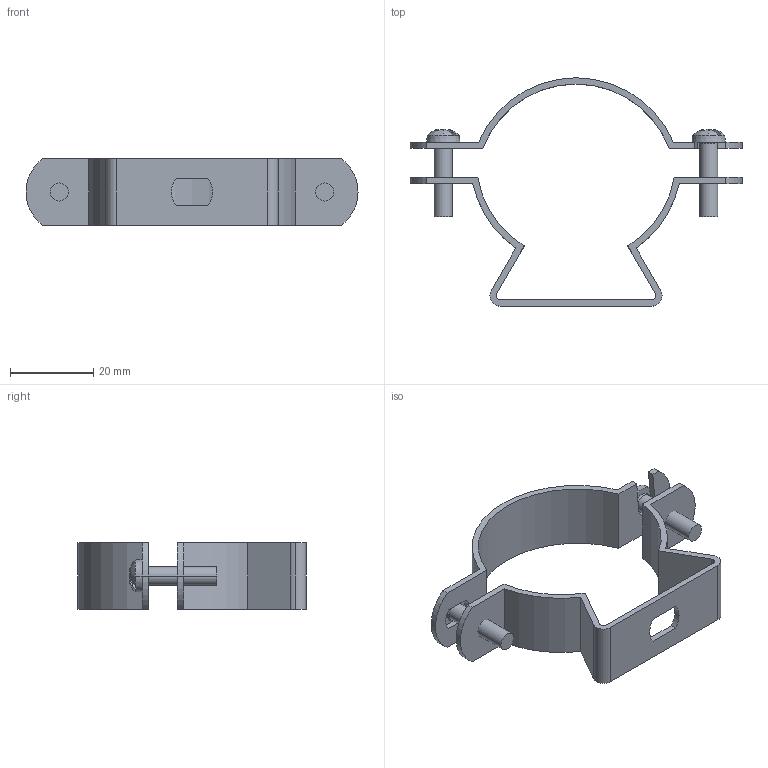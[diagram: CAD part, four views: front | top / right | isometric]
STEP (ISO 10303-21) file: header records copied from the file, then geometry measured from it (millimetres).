
FILE_DESCRIPTION((''),'2;1');
FILE_NAME('1361481_ASM','2012-12-06T',('AndreasKeweloh'),(''),'PRO/ENGINEER BY PARAMETRIC TECHNOLOGY CORPORATION, 2012230','PRO/ENGINEER BY PARAMETRIC TECHNOLOGY CORPORATION, 2012230','');
FILE_SCHEMA(('CONFIG_CONTROL_DESIGN'));
Length unit declared in the file: millimetre
Products named in the file (4): 1361481_SCHRAUBE; 1361481_OBERTEIL; 1361481_UNTERTEIL; 1361481_ASM
Assembly tree (4 placements, depth 2):
  1361481_ASM
    1361481_SCHRAUBE  x2
    1361481_OBERTEIL
    1361481_UNTERTEIL
Bounding box: 80 x 55 x 16 mm (x, y, z)
Volume: 5937.8 mm3; surface area: 8696.2 mm2
Topology: 4 solids, 4 shells, 201 faces, 561 edges, 366 vertices
Faces by surface type: plane 89, cylinder 76, cone 24, bspline 8, torus 4
Entity records: 4726 total; most frequent: CARTESIAN_POINT 1358, ORIENTED_EDGE 728, DIRECTION 637, EDGE_CURVE 364, AXIS2_PLACEMENT_3D 240, VERTEX_POINT 240, VECTOR 157, LINE 157
